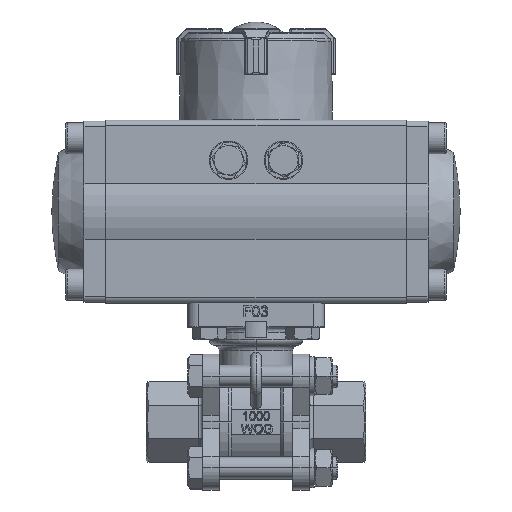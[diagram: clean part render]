
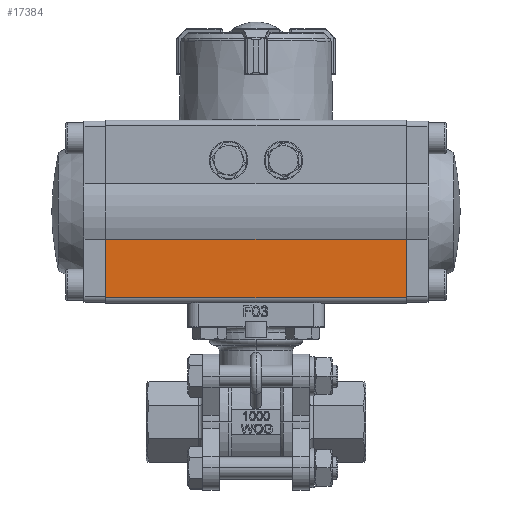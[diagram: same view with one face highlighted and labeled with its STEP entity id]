
A CAD part, top view. The second image highlights one B-rep face of the part: STEP entity #17384.
In plain terms, the highlighted face is planar.
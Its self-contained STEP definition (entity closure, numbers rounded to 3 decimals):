
#2118=LINE('',#33108,#3133);
#2123=LINE('',#33125,#3138);
#2124=LINE('',#33127,#3139);
#2125=LINE('',#33129,#3140);
#3133=VECTOR('',#22632,1000.);
#3138=VECTOR('',#22653,1000.);
#3139=VECTOR('',#22654,1000.);
#3140=VECTOR('',#22655,1000.);
#6473=ORIENTED_EDGE('',*,*,#9986,.T.);
#6474=ORIENTED_EDGE('',*,*,#9987,.T.);
#6475=ORIENTED_EDGE('',*,*,#9988,.F.);
#6476=ORIENTED_EDGE('',*,*,#9979,.F.);
#9979=EDGE_CURVE('',#11960,#11958,#2118,.T.);
#9986=EDGE_CURVE('',#11960,#11965,#2123,.T.);
#9987=EDGE_CURVE('',#11965,#11966,#2124,.T.);
#9988=EDGE_CURVE('',#11958,#11966,#2125,.T.);
#11958=VERTEX_POINT('',#33103);
#11960=VERTEX_POINT('',#33107);
#11965=VERTEX_POINT('',#33126);
#11966=VERTEX_POINT('',#33128);
#14198=EDGE_LOOP('',(#6473,#6474,#6475,#6476));
#15619=FACE_BOUND('',#14198,.T.);
#16548=PLANE('',#19227);
#17384=ADVANCED_FACE('',(#15619),#16548,.F.);
#19227=AXIS2_PLACEMENT_3D('',#33124,#22651,#22652);
#22632=DIRECTION('',(0.,0.,1.));
#22651=DIRECTION('',(1.,0.,0.));
#22652=DIRECTION('',(0.,1.,0.));
#22653=DIRECTION('',(0.,-1.,0.));
#22654=DIRECTION('',(0.,0.,1.));
#22655=DIRECTION('',(0.,-1.,0.));
#33103=CARTESIAN_POINT('',(-18.5,-7.599,41.));
#33107=CARTESIAN_POINT('',(-18.5,-7.599,-41.));
#33108=CARTESIAN_POINT('',(-18.5,-7.599,0.));
#33124=CARTESIAN_POINT('',(-18.5,7.599,0.));
#33125=CARTESIAN_POINT('',(-18.5,-15.55,-41.));
#33126=CARTESIAN_POINT('',(-18.5,-23.5,-41.));
#33127=CARTESIAN_POINT('',(-18.5,-23.5,0.));
#33128=CARTESIAN_POINT('',(-18.5,-23.5,41.));
#33129=CARTESIAN_POINT('',(-18.5,-15.55,41.));
